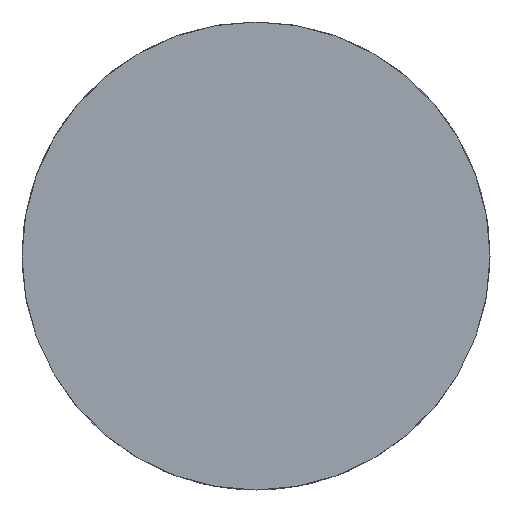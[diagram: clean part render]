
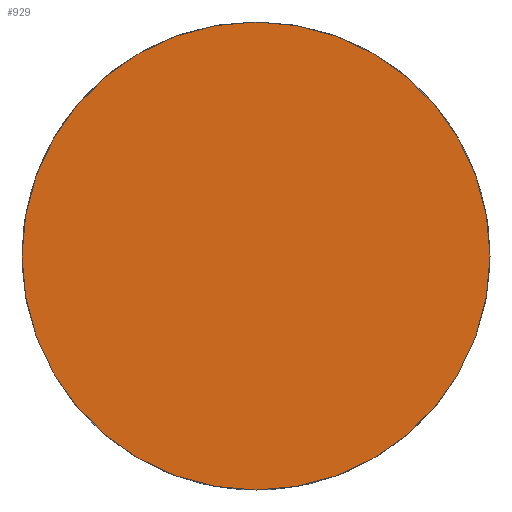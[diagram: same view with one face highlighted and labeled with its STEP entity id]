
A CAD part, front view. The second image highlights one B-rep face of the part: STEP entity #929.
In plain terms, the highlighted planar face has unit normal (0, -1, 0).
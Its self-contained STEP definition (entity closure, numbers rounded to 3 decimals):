
#69 = DIRECTION ( 'NONE',  ( 0., 0., -1. ) ) ;
#107 = EDGE_LOOP ( 'NONE', ( #126, #508 ) ) ;
#112 = AXIS2_PLACEMENT_3D ( 'NONE', #1280, #1257, #1397 ) ;
#126 = ORIENTED_EDGE ( 'NONE', *, *, #322, .T. ) ;
#132 = FACE_OUTER_BOUND ( 'NONE', #107, .T. ) ;
#193 = CARTESIAN_POINT ( 'NONE',  ( 0., -5., 0. ) ) ;
#250 = AXIS2_PLACEMENT_3D ( 'NONE', #710, #1427, #347 ) ;
#312 = VERTEX_POINT ( 'NONE', #577 ) ;
#322 = EDGE_CURVE ( 'NONE', #312, #546, #486, .T. ) ;
#327 = DIRECTION ( 'NONE',  ( 0., -1., 0. ) ) ;
#346 = CIRCLE ( 'NONE', #250, 22.15 ) ;
#347 = DIRECTION ( 'NONE',  ( 0., 0., -1. ) ) ;
#486 = CIRCLE ( 'NONE', #695, 22.15 ) ;
#508 = ORIENTED_EDGE ( 'NONE', *, *, #1382, .T. ) ;
#546 = VERTEX_POINT ( 'NONE', #1230 ) ;
#577 = CARTESIAN_POINT ( 'NONE',  ( 0., -5., -22.15 ) ) ;
#695 = AXIS2_PLACEMENT_3D ( 'NONE', #193, #327, #69 ) ;
#710 = CARTESIAN_POINT ( 'NONE',  ( 0., -5., 0. ) ) ;
#929 = ADVANCED_FACE ( 'NONE', ( #132 ), #1114, .T. ) ;
#1114 = PLANE ( 'NONE',  #112 ) ;
#1230 = CARTESIAN_POINT ( 'NONE',  ( 0., -5., 22.15 ) ) ;
#1257 = DIRECTION ( 'NONE',  ( 0., -1., 0. ) ) ;
#1280 = CARTESIAN_POINT ( 'NONE',  ( 0., -5., 0. ) ) ;
#1382 = EDGE_CURVE ( 'NONE', #546, #312, #346, .T. ) ;
#1397 = DIRECTION ( 'NONE',  ( 0., 0., -1. ) ) ;
#1427 = DIRECTION ( 'NONE',  ( 0., -1., 0. ) ) ;
